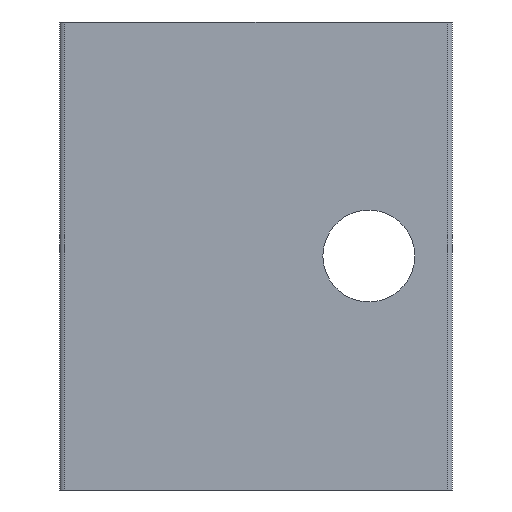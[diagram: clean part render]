
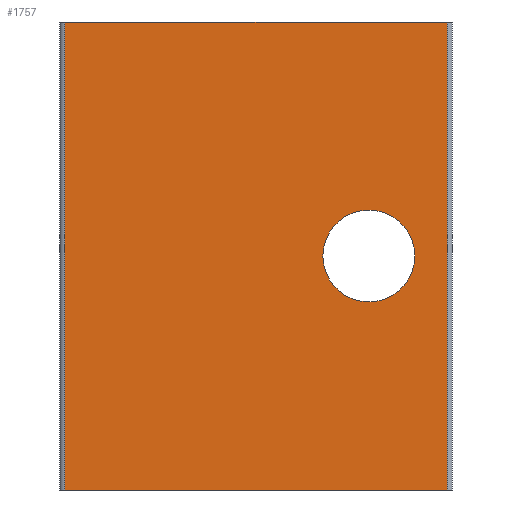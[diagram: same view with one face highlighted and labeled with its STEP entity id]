
A CAD part, front view. The second image highlights one B-rep face of the part: STEP entity #1757.
In plain terms, the highlighted planar face has unit normal (0, -1, 0).
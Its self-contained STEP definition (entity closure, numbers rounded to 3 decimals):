
#8 = VECTOR ( 'NONE', #647, 1000. ) ;
#9 = LINE ( 'NONE', #646, #8 ) ;
#14 = LINE ( 'NONE', #665, #892 ) ;
#18 = VECTOR ( 'NONE', #637, 1000. ) ;
#19 = LINE ( 'NONE', #636, #18 ) ;
#44 = VERTEX_POINT ( 'NONE', #83 ) ;
#69 = CARTESIAN_POINT ( 'NONE',  ( 11.8, -164., 0. ) ) ;
#74 = CARTESIAN_POINT ( 'NONE',  ( 11.8, -164., 28. ) ) ;
#80 = CARTESIAN_POINT ( 'NONE',  ( 32.75, -164., 14. ) ) ;
#83 = CARTESIAN_POINT ( 'NONE',  ( 27.25, -164., 14. ) ) ;
#93 = VERTEX_POINT ( 'NONE', #69 ) ;
#97 = VERTEX_POINT ( 'NONE', #179 ) ;
#107 = VERTEX_POINT ( 'NONE', #74 ) ;
#109 = VERTEX_POINT ( 'NONE', #80 ) ;
#155 = VERTEX_POINT ( 'NONE', #221 ) ;
#179 = CARTESIAN_POINT ( 'NONE',  ( 34.7, -164., 28. ) ) ;
#221 = CARTESIAN_POINT ( 'NONE',  ( 34.7, -164., 0. ) ) ;
#575 = CARTESIAN_POINT ( 'NONE',  ( 30., -164., 14. ) ) ;
#576 = DIRECTION ( 'NONE',  ( 0., 1., 0. ) ) ;
#577 = DIRECTION ( 'NONE',  ( -1., 0., 0. ) ) ;
#636 = CARTESIAN_POINT ( 'NONE',  ( 11.8, -164., 28. ) ) ;
#637 = DIRECTION ( 'NONE',  ( 0., 0., -1. ) ) ;
#646 = CARTESIAN_POINT ( 'NONE',  ( 23.621, -164., 28. ) ) ;
#647 = DIRECTION ( 'NONE',  ( -1., 0., 0. ) ) ;
#654 = CARTESIAN_POINT ( 'NONE',  ( 30., -164., 14. ) ) ;
#660 = DIRECTION ( 'NONE',  ( 0., 1., 0. ) ) ;
#661 = DIRECTION ( 'NONE',  ( -1., 0., 0. ) ) ;
#665 = CARTESIAN_POINT ( 'NONE',  ( 23.621, -164., 0. ) ) ;
#666 = DIRECTION ( 'NONE',  ( -1., 0., 0. ) ) ;
#674 = CARTESIAN_POINT ( 'NONE',  ( 34.7, -164., 28. ) ) ;
#675 = DIRECTION ( 'NONE',  ( 0., 0., -1. ) ) ;
#745 = ORIENTED_EDGE ( 'NONE', *, *, #1093, .T. ) ;
#798 = PLANE ( 'NONE',  #1457 ) ;
#855 = CARTESIAN_POINT ( 'NONE',  ( 23.621, -164., 28. ) ) ;
#869 = DIRECTION ( 'NONE',  ( 1., 0., 0. ) ) ;
#870 = DIRECTION ( 'NONE',  ( 0., -1., 0. ) ) ;
#876 = VECTOR ( 'NONE', #675, 1000. ) ;
#877 = LINE ( 'NONE', #674, #876 ) ;
#892 = VECTOR ( 'NONE', #666, 1000. ) ;
#933 = FACE_BOUND ( 'NONE', #1387, .T. ) ;
#961 = FACE_OUTER_BOUND ( 'NONE', #1391, .T. ) ;
#1055 = EDGE_CURVE ( 'NONE', #109, #44, #1618, .T. ) ;
#1082 = EDGE_CURVE ( 'NONE', #107, #93, #19, .T. ) ;
#1087 = EDGE_CURVE ( 'NONE', #97, #107, #9, .T. ) ;
#1093 = EDGE_CURVE ( 'NONE', #44, #109, #1371, .T. ) ;
#1099 = EDGE_CURVE ( 'NONE', #155, #93, #14, .T. ) ;
#1103 = EDGE_CURVE ( 'NONE', #97, #155, #877, .T. ) ;
#1296 = ORIENTED_EDGE ( 'NONE', *, *, #1082, .T. ) ;
#1298 = ORIENTED_EDGE ( 'NONE', *, *, #1103, .F. ) ;
#1299 = ORIENTED_EDGE ( 'NONE', *, *, #1087, .T. ) ;
#1302 = ORIENTED_EDGE ( 'NONE', *, *, #1099, .F. ) ;
#1361 = ORIENTED_EDGE ( 'NONE', *, *, #1055, .T. ) ;
#1371 = CIRCLE ( 'NONE', #1480, 2.75 ) ;
#1387 = EDGE_LOOP ( 'NONE', ( #745, #1361 ) ) ;
#1391 = EDGE_LOOP ( 'NONE', ( #1302, #1298, #1299, #1296 ) ) ;
#1457 = AXIS2_PLACEMENT_3D ( 'NONE', #855, #870, #869 ) ;
#1475 = AXIS2_PLACEMENT_3D ( 'NONE', #575, #576, #577 ) ;
#1480 = AXIS2_PLACEMENT_3D ( 'NONE', #654, #660, #661 ) ;
#1618 = CIRCLE ( 'NONE', #1475, 2.75 ) ;
#1757 = ADVANCED_FACE ( 'NONE', ( #933, #961 ), #798, .T. ) ;
